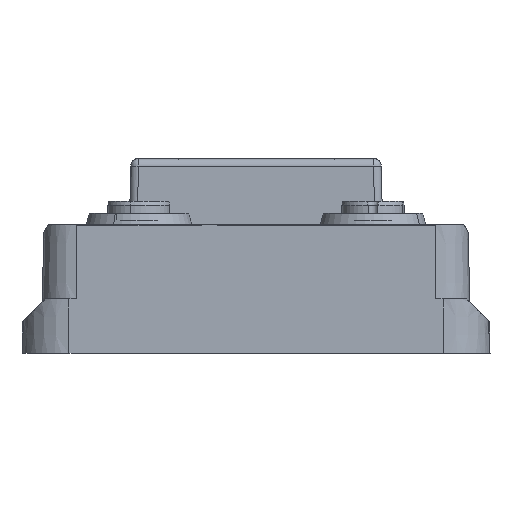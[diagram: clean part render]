
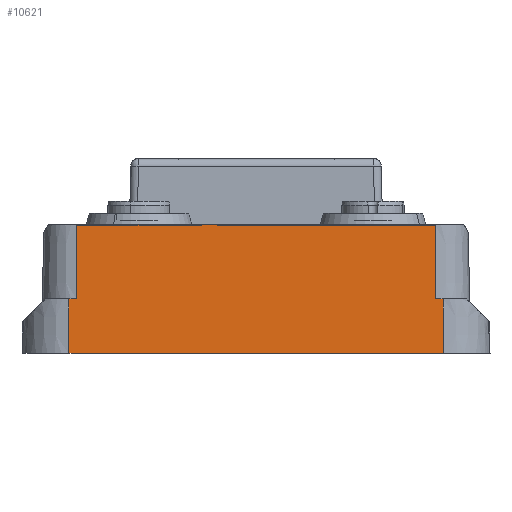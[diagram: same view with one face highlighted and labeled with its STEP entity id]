
A CAD part, front view. The second image highlights one B-rep face of the part: STEP entity #10621.
In plain terms, the highlighted planar face has unit normal (0, -1, 0.018).
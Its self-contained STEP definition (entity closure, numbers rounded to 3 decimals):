
#10576=AXIS2_PLACEMENT_3D('Plane Axis2P3D',#10573,#10574,#10575) ;
#9746=CARTESIAN_POINT('Vertex',(54.,0.,0.)) ;
#9749=CARTESIAN_POINT('Line Origine',(53.5,0.,0.)) ;
#9753=CARTESIAN_POINT('Vertex',(53.,0.,0.)) ;
#9756=CARTESIAN_POINT('Line Origine',(30.,0.,0.)) ;
#9760=CARTESIAN_POINT('Vertex',(7.,0.,0.)) ;
#9763=CARTESIAN_POINT('Line Origine',(6.5,0.,0.)) ;
#9767=CARTESIAN_POINT('Vertex',(6.,0.,0.)) ;
#10156=CARTESIAN_POINT('Vertex',(7.,0.288,16.5)) ;
#10159=CARTESIAN_POINT('Line Origine',(30.,0.288,16.5)) ;
#10163=CARTESIAN_POINT('Vertex',(53.,0.288,16.5)) ;
#10552=CARTESIAN_POINT('Line Origine',(53.,0.144,8.25)) ;
#10556=CARTESIAN_POINT('Vertex',(53.,0.122,7.)) ;
#10573=CARTESIAN_POINT('Axis2P3D Location',(60.,0.,0.)) ;
#10578=CARTESIAN_POINT('Line Origine',(54.,0.061,3.5)) ;
#10582=CARTESIAN_POINT('Vertex',(54.,0.122,7.)) ;
#10585=CARTESIAN_POINT('Line Origine',(30.,0.122,7.)) ;
#10590=CARTESIAN_POINT('Line Origine',(7.,0.061,3.5)) ;
#10594=CARTESIAN_POINT('Vertex',(7.,0.122,7.)) ;
#10597=CARTESIAN_POINT('Line Origine',(30.,0.122,7.)) ;
#10601=CARTESIAN_POINT('Vertex',(6.,0.122,7.)) ;
#10604=CARTESIAN_POINT('Line Origine',(6.,0.061,3.5)) ;
#9750=DIRECTION('Vector Direction',(-1.,0.,0.)) ;
#9757=DIRECTION('Vector Direction',(-1.,0.,0.)) ;
#9764=DIRECTION('Vector Direction',(-1.,0.,0.)) ;
#10160=DIRECTION('Vector Direction',(1.,0.,0.)) ;
#10553=DIRECTION('Vector Direction',(0.,-0.017,-1.)) ;
#10574=DIRECTION('Axis2P3D Direction',(0.,-1.,0.017)) ;
#10575=DIRECTION('Axis2P3D XDirection',(-1.,0.,0.)) ;
#10579=DIRECTION('Vector Direction',(0.,-0.017,-1.)) ;
#10586=DIRECTION('Vector Direction',(-1.,0.,0.)) ;
#10591=DIRECTION('Vector Direction',(0.,-0.017,-1.)) ;
#10598=DIRECTION('Vector Direction',(-1.,0.,0.)) ;
#10605=DIRECTION('Vector Direction',(0.,-0.017,-1.)) ;
#9751=VECTOR('Line Direction',#9750,1.) ;
#9758=VECTOR('Line Direction',#9757,1.) ;
#9765=VECTOR('Line Direction',#9764,1.) ;
#10161=VECTOR('Line Direction',#10160,1.) ;
#10554=VECTOR('Line Direction',#10553,1.) ;
#10580=VECTOR('Line Direction',#10579,1.) ;
#10587=VECTOR('Line Direction',#10586,1.) ;
#10592=VECTOR('Line Direction',#10591,1.) ;
#10599=VECTOR('Line Direction',#10598,1.) ;
#10606=VECTOR('Line Direction',#10605,1.) ;
#10610=ORIENTED_EDGE('',*,*,#9755,.F.) ;
#10611=ORIENTED_EDGE('',*,*,#10584,.T.) ;
#10612=ORIENTED_EDGE('',*,*,#10589,.F.) ;
#10613=ORIENTED_EDGE('',*,*,#10558,.T.) ;
#10614=ORIENTED_EDGE('',*,*,#10165,.F.) ;
#10615=ORIENTED_EDGE('',*,*,#10596,.F.) ;
#10616=ORIENTED_EDGE('',*,*,#10603,.F.) ;
#10617=ORIENTED_EDGE('',*,*,#10608,.F.) ;
#10618=ORIENTED_EDGE('',*,*,#9769,.F.) ;
#10619=ORIENTED_EDGE('',*,*,#9762,.F.) ;
#10621=ADVANCED_FACE('326747.1\\427559.1\\Gehaeuse',(#10620),#10577,.T.) ;
#9755=EDGE_CURVE('',#9747,#9754,#9752,.T.) ;
#9762=EDGE_CURVE('',#9754,#9761,#9759,.T.) ;
#9769=EDGE_CURVE('',#9761,#9768,#9766,.T.) ;
#10165=EDGE_CURVE('',#10157,#10164,#10162,.T.) ;
#10558=EDGE_CURVE('',#10557,#10164,#10555,.F.) ;
#10584=EDGE_CURVE('',#9747,#10583,#10581,.F.) ;
#10589=EDGE_CURVE('',#10557,#10583,#10588,.F.) ;
#10596=EDGE_CURVE('',#10595,#10157,#10593,.F.) ;
#10603=EDGE_CURVE('',#10602,#10595,#10600,.F.) ;
#10608=EDGE_CURVE('',#9768,#10602,#10607,.F.) ;
#10609=EDGE_LOOP('',(#10610,#10611,#10612,#10613,#10614,#10615,#10616,#10617,#10618,#10619)) ;
#10620=FACE_OUTER_BOUND('',#10609,.T.) ;
#9752=LINE('Line',#9749,#9751) ;
#9759=LINE('Line',#9756,#9758) ;
#9766=LINE('Line',#9763,#9765) ;
#10162=LINE('Line',#10159,#10161) ;
#10555=LINE('Line',#10552,#10554) ;
#10581=LINE('Line',#10578,#10580) ;
#10588=LINE('Line',#10585,#10587) ;
#10593=LINE('Line',#10590,#10592) ;
#10600=LINE('Line',#10597,#10599) ;
#10607=LINE('Line',#10604,#10606) ;
#10577=PLANE('',#10576) ;
#9747=VERTEX_POINT('',#9746) ;
#9754=VERTEX_POINT('',#9753) ;
#9761=VERTEX_POINT('',#9760) ;
#9768=VERTEX_POINT('',#9767) ;
#10157=VERTEX_POINT('',#10156) ;
#10164=VERTEX_POINT('',#10163) ;
#10557=VERTEX_POINT('',#10556) ;
#10583=VERTEX_POINT('',#10582) ;
#10595=VERTEX_POINT('',#10594) ;
#10602=VERTEX_POINT('',#10601) ;
